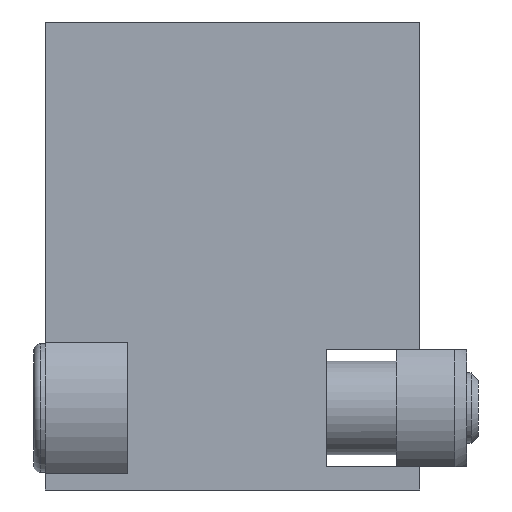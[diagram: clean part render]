
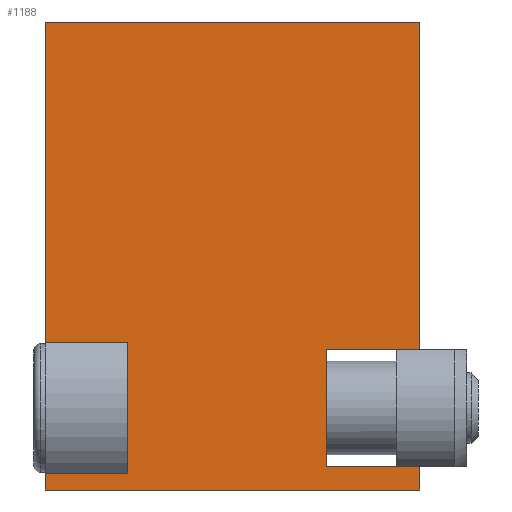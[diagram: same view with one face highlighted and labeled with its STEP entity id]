
A CAD part, left-side view. The second image highlights one B-rep face of the part: STEP entity #1188.
In plain terms, the highlighted planar face has unit normal (-1, 0, 0).
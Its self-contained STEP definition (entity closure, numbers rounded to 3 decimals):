
#48=LINE('',#1944,#108);
#55=LINE('',#1958,#115);
#57=LINE('',#1971,#117);
#58=LINE('',#1974,#118);
#59=LINE('',#1976,#119);
#60=LINE('',#1979,#120);
#61=LINE('',#1981,#121);
#62=LINE('',#1982,#122);
#63=LINE('',#1983,#123);
#64=LINE('',#1985,#124);
#65=LINE('',#1987,#125);
#66=LINE('',#1988,#126);
#108=VECTOR('',#1594,4.);
#115=VECTOR('',#1603,4.);
#117=VECTOR('',#1617,3.5);
#118=VECTOR('',#1620,3.5);
#119=VECTOR('',#1623,5.59);
#120=VECTOR('',#1626,0.705);
#121=VECTOR('',#1627,16.);
#122=VECTOR('',#1628,1.);
#123=VECTOR('',#1629,5.);
#124=VECTOR('',#1630,14.);
#125=VECTOR('',#1631,16.);
#126=VECTOR('',#1632,13.705);
#194=PLANE('',#1329);
#321=FACE_OUTER_BOUND('',#444,.T.);
#444=EDGE_LOOP('',(#959,#960,#961,#962,#963,#964,#965,#966,#967,#968,#969,
#970));
#613=VERTEX_POINT('',#1941);
#614=VERTEX_POINT('',#1943);
#619=VERTEX_POINT('',#1955);
#620=VERTEX_POINT('',#1957);
#623=VERTEX_POINT('',#1967);
#624=VERTEX_POINT('',#1968);
#625=VERTEX_POINT('',#1970);
#626=VERTEX_POINT('',#1972);
#627=VERTEX_POINT('',#1978);
#628=VERTEX_POINT('',#1980);
#629=VERTEX_POINT('',#1984);
#630=VERTEX_POINT('',#1986);
#733=EDGE_CURVE('',#614,#613,#48,.T.);
#740=EDGE_CURVE('',#620,#619,#55,.T.);
#745=EDGE_CURVE('',#625,#624,#57,.T.);
#747=EDGE_CURVE('',#623,#626,#58,.T.);
#748=EDGE_CURVE('',#624,#623,#59,.T.);
#749=EDGE_CURVE('',#627,#626,#60,.T.);
#750=EDGE_CURVE('',#627,#628,#61,.T.);
#751=EDGE_CURVE('',#628,#620,#62,.T.);
#752=EDGE_CURVE('',#619,#614,#63,.T.);
#753=EDGE_CURVE('',#613,#629,#64,.T.);
#754=EDGE_CURVE('',#629,#630,#65,.T.);
#755=EDGE_CURVE('',#625,#630,#66,.T.);
#959=ORIENTED_EDGE('',*,*,#745,.T.);
#960=ORIENTED_EDGE('',*,*,#748,.T.);
#961=ORIENTED_EDGE('',*,*,#747,.T.);
#962=ORIENTED_EDGE('',*,*,#749,.F.);
#963=ORIENTED_EDGE('',*,*,#750,.T.);
#964=ORIENTED_EDGE('',*,*,#751,.T.);
#965=ORIENTED_EDGE('',*,*,#740,.T.);
#966=ORIENTED_EDGE('',*,*,#752,.T.);
#967=ORIENTED_EDGE('',*,*,#733,.T.);
#968=ORIENTED_EDGE('',*,*,#753,.T.);
#969=ORIENTED_EDGE('',*,*,#754,.T.);
#970=ORIENTED_EDGE('',*,*,#755,.F.);
#1188=ADVANCED_FACE('',(#321),#194,.T.);
#1329=AXIS2_PLACEMENT_3D('',#1977,#1624,#1625);
#1594=DIRECTION('',(0.,-1.,0.));
#1603=DIRECTION('',(0.,1.,0.));
#1617=DIRECTION('',(0.,-1.,0.));
#1620=DIRECTION('',(0.,1.,0.));
#1623=DIRECTION('',(0.,0.,-1.));
#1624=DIRECTION('center_axis',(-1.,0.,0.));
#1625=DIRECTION('ref_axis',(0.,0.,1.));
#1626=DIRECTION('',(0.,0.,1.));
#1627=DIRECTION('',(0.,-1.,0.));
#1628=DIRECTION('',(0.,0.,1.));
#1629=DIRECTION('',(0.,0.,1.));
#1630=DIRECTION('',(0.,0.,1.));
#1631=DIRECTION('',(0.,1.,0.));
#1632=DIRECTION('',(0.,0.,1.));
#1941=CARTESIAN_POINT('',(0.,0.,6.));
#1943=CARTESIAN_POINT('',(0.,4.,6.));
#1944=CARTESIAN_POINT('',(0.,0.,6.));
#1955=CARTESIAN_POINT('',(0.,4.,1.));
#1957=CARTESIAN_POINT('',(0.,0.,1.));
#1958=CARTESIAN_POINT('',(0.,0.,1.));
#1967=CARTESIAN_POINT('',(0.,12.5,0.705));
#1968=CARTESIAN_POINT('',(0.,12.5,6.295));
#1970=CARTESIAN_POINT('',(0.,16.,6.295));
#1971=CARTESIAN_POINT('',(0.,16.,6.295));
#1972=CARTESIAN_POINT('',(0.,16.,0.705));
#1974=CARTESIAN_POINT('',(0.,16.,0.705));
#1976=CARTESIAN_POINT('',(0.,12.5,1.75));
#1977=CARTESIAN_POINT('Origin',(0.,0.,0.));
#1978=CARTESIAN_POINT('',(0.,16.,0.));
#1979=CARTESIAN_POINT('',(0.,16.,0.));
#1980=CARTESIAN_POINT('',(0.,0.,0.));
#1981=CARTESIAN_POINT('',(0.,16.,0.));
#1982=CARTESIAN_POINT('',(0.,0.,0.));
#1983=CARTESIAN_POINT('',(0.,4.,1.75));
#1984=CARTESIAN_POINT('',(0.,0.,20.));
#1985=CARTESIAN_POINT('',(0.,0.,0.));
#1986=CARTESIAN_POINT('',(0.,16.,20.));
#1987=CARTESIAN_POINT('',(0.,16.,20.));
#1988=CARTESIAN_POINT('',(0.,16.,0.));
